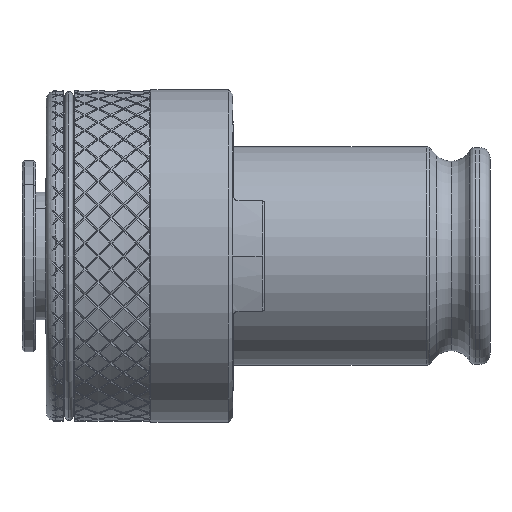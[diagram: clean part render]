
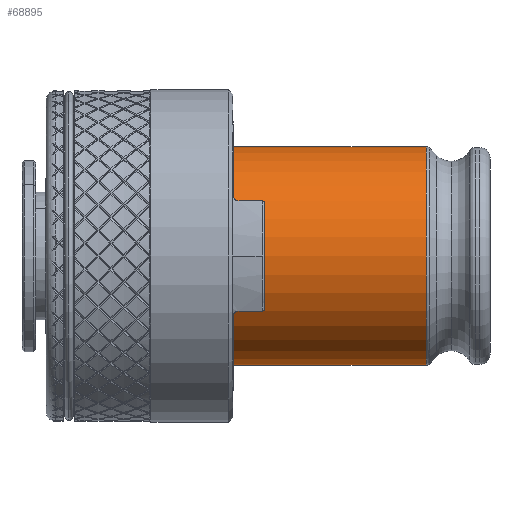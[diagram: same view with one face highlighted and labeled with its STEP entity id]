
A CAD part, front view. The second image highlights one B-rep face of the part: STEP entity #68895.
In plain terms, the highlighted cylindrical face has radius 24 mm (diameter 48 mm), a partial arc.
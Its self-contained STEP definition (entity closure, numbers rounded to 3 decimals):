
#1843 = VERTEX_POINT ( 'NONE', #59585 ) ;
#2559 = ORIENTED_EDGE ( 'NONE', *, *, #61333, .T. ) ;
#3208 = FACE_OUTER_BOUND ( 'NONE', #50181, .T. ) ;
#3758 = ORIENTED_EDGE ( 'NONE', *, *, #27903, .F. ) ;
#4532 = VERTEX_POINT ( 'NONE', #72727 ) ;
#15510 = CARTESIAN_POINT ( 'NONE',  ( 53.18, 0., 0. ) ) ;
#21584 = DIRECTION ( 'NONE',  ( 0., 0., -1. ) ) ;
#26351 = LINE ( 'NONE', #54054, #50684 ) ;
#27782 = ORIENTED_EDGE ( 'NONE', *, *, #63452, .F. ) ;
#27903 = EDGE_CURVE ( 'NONE', #4532, #35460, #44142, .T. ) ;
#30201 = DIRECTION ( 'NONE',  ( 1., 0., 0. ) ) ;
#31755 = CARTESIAN_POINT ( 'NONE',  ( 0., 0., 24. ) ) ;
#31879 = CARTESIAN_POINT ( 'NONE',  ( 9.884, 0., 0. ) ) ;
#33211 = CYLINDRICAL_SURFACE ( 'NONE', #62954, 24. ) ;
#35460 = VERTEX_POINT ( 'NONE', #62145 ) ;
#36339 = EDGE_CURVE ( 'NONE', #1843, #52316, #26351, .T. ) ;
#37949 = DIRECTION ( 'NONE',  ( 0., 0., -1. ) ) ;
#39027 = CIRCLE ( 'NONE', #73396, 24. ) ;
#39604 = CARTESIAN_POINT ( 'NONE',  ( 53.18, 0., -24. ) ) ;
#41101 = DIRECTION ( 'NONE',  ( 0., 0., -1. ) ) ;
#42286 = VECTOR ( 'NONE', #67552, 1000. ) ;
#44142 = LINE ( 'NONE', #31755, #42286 ) ;
#47127 = DIRECTION ( 'NONE',  ( 1., 0., 0. ) ) ;
#50181 = EDGE_LOOP ( 'NONE', ( #3758, #2559, #57550, #27782 ) ) ;
#50684 = VECTOR ( 'NONE', #30201, 1000. ) ;
#52316 = VERTEX_POINT ( 'NONE', #39604 ) ;
#54054 = CARTESIAN_POINT ( 'NONE',  ( 0., 0., -24. ) ) ;
#54163 = CIRCLE ( 'NONE', #75662, 24. ) ;
#57490 = DIRECTION ( 'NONE',  ( 1., 0., 0. ) ) ;
#57550 = ORIENTED_EDGE ( 'NONE', *, *, #36339, .T. ) ;
#59585 = CARTESIAN_POINT ( 'NONE',  ( 9.884, 0., -24. ) ) ;
#61333 = EDGE_CURVE ( 'NONE', #4532, #1843, #54163, .T. ) ;
#62145 = CARTESIAN_POINT ( 'NONE',  ( 53.18, 0., 24. ) ) ;
#62954 = AXIS2_PLACEMENT_3D ( 'NONE', #70809, #47127, #41101 ) ;
#63452 = EDGE_CURVE ( 'NONE', #35460, #52316, #39027, .T. ) ;
#67552 = DIRECTION ( 'NONE',  ( 1., 0., 0. ) ) ;
#68895 = ADVANCED_FACE ( 'NONE', ( #3208 ), #33211, .T. ) ;
#70809 = CARTESIAN_POINT ( 'NONE',  ( 0., 0., 0. ) ) ;
#72727 = CARTESIAN_POINT ( 'NONE',  ( 9.884, 0., 24. ) ) ;
#73396 = AXIS2_PLACEMENT_3D ( 'NONE', #15510, #57490, #21584 ) ;
#73636 = DIRECTION ( 'NONE',  ( 1., 0., 0. ) ) ;
#75662 = AXIS2_PLACEMENT_3D ( 'NONE', #31879, #73636, #37949 ) ;
